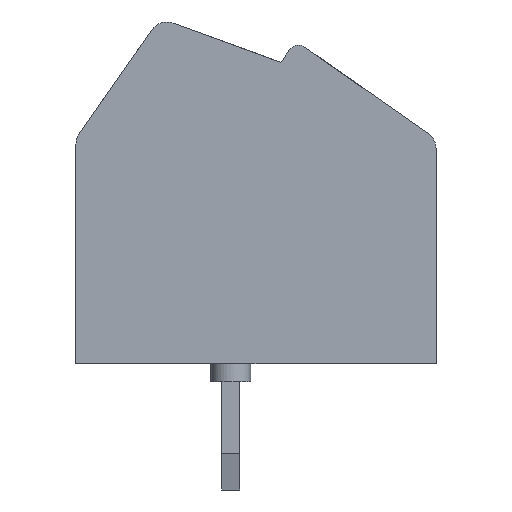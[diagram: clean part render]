
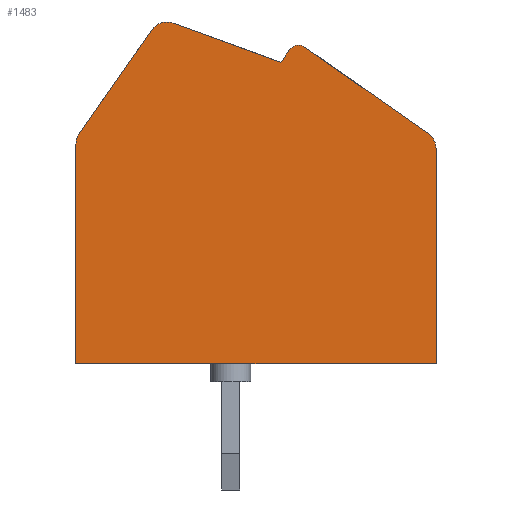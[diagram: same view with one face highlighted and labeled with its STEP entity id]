
A CAD part, left-side view. The second image highlights one B-rep face of the part: STEP entity #1483.
In plain terms, the highlighted planar face has unit normal (-1, 0, 0).
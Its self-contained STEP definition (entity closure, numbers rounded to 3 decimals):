
#76=CIRCLE($,#1616,0.5);
#77=CIRCLE($,#1617,0.5);
#78=CIRCLE($,#1618,0.3);
#79=CIRCLE($,#1619,0.5);
#135=FACE_OUTER_BOUND($,#233,.T.);
#233=EDGE_LOOP($,(#1147,#1148,#1149,#1150,#1151,#1152,#1153,#1154,#1155,
#1156,#1157));
#383=LINE($,#2352,#546);
#384=LINE($,#2354,#547);
#385=LINE($,#2356,#548);
#386=LINE($,#2360,#549);
#387=LINE($,#2364,#550);
#388=LINE($,#2366,#551);
#389=LINE($,#2369,#552);
#546=VECTOR($,#1908,6.109);
#547=VECTOR($,#1909,10.);
#548=VECTOR($,#1910,5.988);
#549=VECTOR($,#1913,4.192);
#550=VECTOR($,#1916,0.426);
#551=VECTOR($,#1917,3.188);
#552=VECTOR($,#1920,3.529);
#694=VERTEX_POINT($,#2348);
#695=VERTEX_POINT($,#2349);
#696=VERTEX_POINT($,#2351);
#697=VERTEX_POINT($,#2353);
#698=VERTEX_POINT($,#2355);
#699=VERTEX_POINT($,#2357);
#700=VERTEX_POINT($,#2359);
#701=VERTEX_POINT($,#2361);
#702=VERTEX_POINT($,#2363);
#703=VERTEX_POINT($,#2365);
#704=VERTEX_POINT($,#2367);
#863=EDGE_CURVE($,#694,#695,#76,.T.);
#864=EDGE_CURVE($,#694,#696,#383,.T.);
#865=EDGE_CURVE($,#696,#697,#384,.T.);
#866=EDGE_CURVE($,#697,#698,#385,.T.);
#867=EDGE_CURVE($,#699,#698,#77,.T.);
#868=EDGE_CURVE($,#699,#700,#386,.T.);
#869=EDGE_CURVE($,#701,#700,#78,.T.);
#870=EDGE_CURVE($,#701,#702,#387,.T.);
#871=EDGE_CURVE($,#702,#703,#388,.T.);
#872=EDGE_CURVE($,#704,#703,#79,.T.);
#873=EDGE_CURVE($,#704,#695,#389,.T.);
#1147=ORIENTED_EDGE($,*,*,#863,.F.);
#1148=ORIENTED_EDGE($,*,*,#864,.T.);
#1149=ORIENTED_EDGE($,*,*,#865,.T.);
#1150=ORIENTED_EDGE($,*,*,#866,.T.);
#1151=ORIENTED_EDGE($,*,*,#867,.F.);
#1152=ORIENTED_EDGE($,*,*,#868,.T.);
#1153=ORIENTED_EDGE($,*,*,#869,.F.);
#1154=ORIENTED_EDGE($,*,*,#870,.T.);
#1155=ORIENTED_EDGE($,*,*,#871,.T.);
#1156=ORIENTED_EDGE($,*,*,#872,.F.);
#1157=ORIENTED_EDGE($,*,*,#873,.T.);
#1396=PLANE($,#1615);
#1483=ADVANCED_FACE($,(#135),#1396,.F.);
#1615=AXIS2_PLACEMENT_3D($,#2347,#1904,#1905);
#1616=AXIS2_PLACEMENT_3D($,#2350,#1906,#1907);
#1617=AXIS2_PLACEMENT_3D($,#2358,#1911,#1912);
#1618=AXIS2_PLACEMENT_3D($,#2362,#1914,#1915);
#1619=AXIS2_PLACEMENT_3D($,#2368,#1918,#1919);
#1904=DIRECTION('center_axis',(1.,0.,0.));
#1905=DIRECTION('ref_axis',(0.,1.,0.));
#1906=DIRECTION('center_axis',(1.,0.,0.));
#1907=DIRECTION('ref_axis',(0.,1.,0.));
#1908=DIRECTION($,(0.,0.,-1.));
#1909=DIRECTION($,(0.,-1.,0.));
#1910=DIRECTION($,(0.,0.,1.));
#1911=DIRECTION('center_axis',(1.,0.,0.));
#1912=DIRECTION('ref_axis',(0.,1.,0.));
#1913=DIRECTION($,(0.,0.819,0.574));
#1914=DIRECTION('center_axis',(1.,0.,0.));
#1915=DIRECTION('ref_axis',(0.,1.,0.));
#1916=DIRECTION($,(0.,0.574,-0.819));
#1917=DIRECTION($,(0.,0.94,0.342));
#1918=DIRECTION('center_axis',(1.,0.,0.));
#1919=DIRECTION('ref_axis',(0.,1.,0.));
#1920=DIRECTION($,(0.,0.574,-0.819));
#2347=CARTESIAN_POINT('Origin',(-3.75,29.345,-13.864));
#2348=CARTESIAN_POINT('',(-3.75,4.3,6.109));
#2349=CARTESIAN_POINT('',(-3.75,4.21,6.396));
#2350=CARTESIAN_POINT('Origin',(-3.75,3.8,6.109));
#2351=CARTESIAN_POINT('',(-3.75,4.3,0.));
#2352=CARTESIAN_POINT($,(-3.75,4.3,-13.864));
#2353=CARTESIAN_POINT('',(-3.75,-5.7,0.));
#2354=CARTESIAN_POINT($,(-3.75,29.345,0.));
#2355=CARTESIAN_POINT('',(-3.75,-5.7,5.988));
#2356=CARTESIAN_POINT($,(-3.75,-5.7,-13.864));
#2357=CARTESIAN_POINT('',(-3.75,-5.487,6.397));
#2358=CARTESIAN_POINT('Origin',(-3.75,-5.2,5.988));
#2359=CARTESIAN_POINT('',(-3.75,-2.053,8.802));
#2360=CARTESIAN_POINT($,(-3.75,29.345,30.787));
#2361=CARTESIAN_POINT('',(-3.75,-1.635,8.728));
#2362=CARTESIAN_POINT('Origin',(-3.75,-1.881,8.556));
#2363=CARTESIAN_POINT('',(-3.75,-1.391,8.379));
#2364=CARTESIAN_POINT($,(-3.75,14.184,-13.864));
#2365=CARTESIAN_POINT('',(-3.75,1.605,9.47));
#2366=CARTESIAN_POINT($,(-3.75,29.345,19.566));
#2367=CARTESIAN_POINT('',(-3.75,2.186,9.287));
#2368=CARTESIAN_POINT('Origin',(-3.75,1.776,9.));
#2369=CARTESIAN_POINT($,(-3.75,18.396,-13.864));
